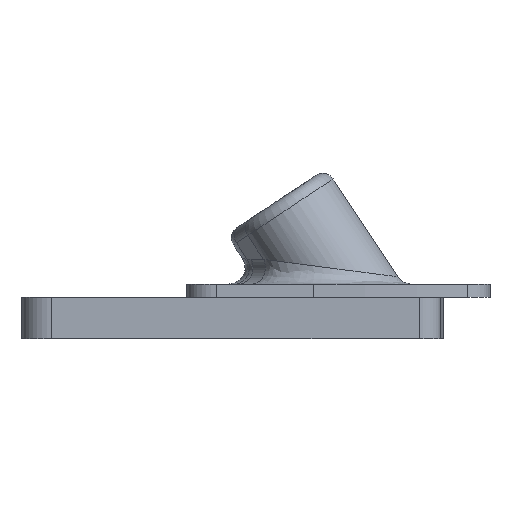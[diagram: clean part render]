
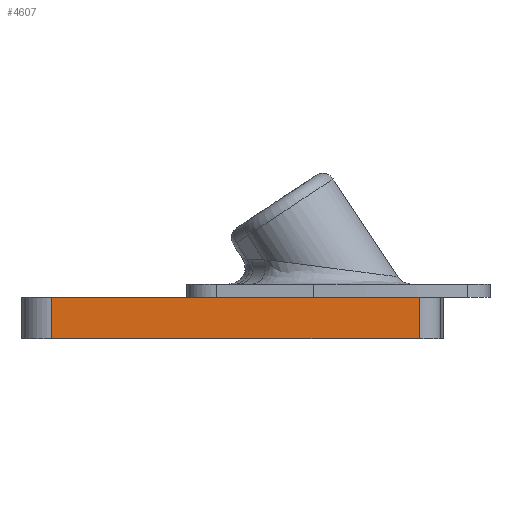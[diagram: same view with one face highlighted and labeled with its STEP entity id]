
A CAD part, left-side view. The second image highlights one B-rep face of the part: STEP entity #4607.
In plain terms, the highlighted planar face has unit normal (-1, 0, 0).
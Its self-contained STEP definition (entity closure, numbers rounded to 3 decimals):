
#2629 = PLANE('',#2630);
#2630 = AXIS2_PLACEMENT_3D('',#2631,#2632,#2633);
#2631 = CARTESIAN_POINT('',(0.,0.,-1.6));
#2632 = DIRECTION('',(0.,0.,1.));
#2633 = DIRECTION('',(1.,0.,0.));
#3092 = VERTEX_POINT('',#3093);
#3093 = CARTESIAN_POINT('',(-72.8,18.4,-1.6));
#3107 = PLANE('',#3108);
#3108 = AXIS2_PLACEMENT_3D('',#3109,#3110,#3111);
#3109 = CARTESIAN_POINT('',(0.,12.8,-1.6));
#3110 = DIRECTION('',(0.,0.,-1.));
#3111 = DIRECTION('',(-1.,0.,0.));
#3580 = EDGE_CURVE('',#3092,#3581,#3583,.T.);
#3581 = VERTEX_POINT('',#3582);
#3582 = CARTESIAN_POINT('',(-72.8,-9.8,-1.6));
#3583 = SURFACE_CURVE('',#3584,(#3588,#3595),.PCURVE_S1.);
#3584 = LINE('',#3585,#3586);
#3585 = CARTESIAN_POINT('',(-72.8,-4.9,-1.6));
#3586 = VECTOR('',#3587,1.);
#3587 = DIRECTION('',(0.,-1.,0.));
#3588 = PCURVE('',#2629,#3589);
#3589 = DEFINITIONAL_REPRESENTATION('',(#3590),#3594);
#3590 = LINE('',#3591,#3592);
#3591 = CARTESIAN_POINT('',(-72.8,-4.9));
#3592 = VECTOR('',#3593,1.);
#3593 = DIRECTION('',(0.,-1.));
#3594 = ( GEOMETRIC_REPRESENTATION_CONTEXT(2) 
PARAMETRIC_REPRESENTATION_CONTEXT() REPRESENTATION_CONTEXT('2D SPACE',''
  ) );
#3595 = PCURVE('',#3596,#3601);
#3596 = PLANE('',#3597);
#3597 = AXIS2_PLACEMENT_3D('',#3598,#3599,#3600);
#3598 = CARTESIAN_POINT('',(-72.8,-9.8,-1.6));
#3599 = DIRECTION('',(-1.,0.,0.));
#3600 = DIRECTION('',(0.,1.,0.));
#3601 = DEFINITIONAL_REPRESENTATION('',(#3602),#3606);
#3602 = LINE('',#3603,#3604);
#3603 = CARTESIAN_POINT('',(4.9,0.));
#3604 = VECTOR('',#3605,1.);
#3605 = DIRECTION('',(-1.,0.));
#3606 = ( GEOMETRIC_REPRESENTATION_CONTEXT(2) 
PARAMETRIC_REPRESENTATION_CONTEXT() REPRESENTATION_CONTEXT('2D SPACE',''
  ) );
#3625 = CYLINDRICAL_SURFACE('',#3626,2.6);
#3626 = AXIS2_PLACEMENT_3D('',#3627,#3628,#3629);
#3627 = CARTESIAN_POINT('',(-70.2,-9.8,-1.6));
#3628 = DIRECTION('',(0.,0.,-1.));
#3629 = DIRECTION('',(0.,-1.,0.));
#3931 = VERTEX_POINT('',#3932);
#3932 = CARTESIAN_POINT('',(-72.8,34.8,-1.6));
#3947 = CYLINDRICAL_SURFACE('',#3948,3.6);
#3948 = AXIS2_PLACEMENT_3D('',#3949,#3950,#3951);
#3949 = CARTESIAN_POINT('',(-69.2,34.8,-1.6));
#3950 = DIRECTION('',(0.,0.,-1.));
#3951 = DIRECTION('',(-1.,0.,0.));
#3959 = EDGE_CURVE('',#3092,#3931,#3960,.T.);
#3960 = SURFACE_CURVE('',#3961,(#3965,#3972),.PCURVE_S1.);
#3961 = LINE('',#3962,#3963);
#3962 = CARTESIAN_POINT('',(-72.8,-9.8,-1.6));
#3963 = VECTOR('',#3964,1.);
#3964 = DIRECTION('',(0.,1.,0.));
#3965 = PCURVE('',#3107,#3966);
#3966 = DEFINITIONAL_REPRESENTATION('',(#3967),#3971);
#3967 = LINE('',#3968,#3969);
#3968 = CARTESIAN_POINT('',(72.8,-22.6));
#3969 = VECTOR('',#3970,1.);
#3970 = DIRECTION('',(0.,1.));
#3971 = ( GEOMETRIC_REPRESENTATION_CONTEXT(2) 
PARAMETRIC_REPRESENTATION_CONTEXT() REPRESENTATION_CONTEXT('2D SPACE',''
  ) );
#3972 = PCURVE('',#3596,#3973);
#3973 = DEFINITIONAL_REPRESENTATION('',(#3974),#3978);
#3974 = LINE('',#3975,#3976);
#3975 = CARTESIAN_POINT('',(0.,0.));
#3976 = VECTOR('',#3977,1.);
#3977 = DIRECTION('',(1.,0.));
#3978 = ( GEOMETRIC_REPRESENTATION_CONTEXT(2) 
PARAMETRIC_REPRESENTATION_CONTEXT() REPRESENTATION_CONTEXT('2D SPACE',''
  ) );
#4607 = ADVANCED_FACE('',(#4608),#3596,.T.);
#4608 = FACE_BOUND('',#4609,.T.);
#4609 = EDGE_LOOP('',(#4610,#4611,#4612,#4635,#4663));
#4610 = ORIENTED_EDGE('',*,*,#3580,.F.);
#4611 = ORIENTED_EDGE('',*,*,#3959,.T.);
#4612 = ORIENTED_EDGE('',*,*,#4613,.T.);
#4613 = EDGE_CURVE('',#3931,#4614,#4616,.T.);
#4614 = VERTEX_POINT('',#4615);
#4615 = CARTESIAN_POINT('',(-72.8,34.8,-6.6));
#4616 = SURFACE_CURVE('',#4617,(#4621,#4628),.PCURVE_S1.);
#4617 = LINE('',#4618,#4619);
#4618 = CARTESIAN_POINT('',(-72.8,34.8,-1.6));
#4619 = VECTOR('',#4620,1.);
#4620 = DIRECTION('',(0.,0.,-1.));
#4621 = PCURVE('',#3596,#4622);
#4622 = DEFINITIONAL_REPRESENTATION('',(#4623),#4627);
#4623 = LINE('',#4624,#4625);
#4624 = CARTESIAN_POINT('',(44.6,0.));
#4625 = VECTOR('',#4626,1.);
#4626 = DIRECTION('',(0.,1.));
#4627 = ( GEOMETRIC_REPRESENTATION_CONTEXT(2) 
PARAMETRIC_REPRESENTATION_CONTEXT() REPRESENTATION_CONTEXT('2D SPACE',''
  ) );
#4628 = PCURVE('',#3947,#4629);
#4629 = DEFINITIONAL_REPRESENTATION('',(#4630),#4634);
#4630 = LINE('',#4631,#4632);
#4631 = CARTESIAN_POINT('',(0.,0.));
#4632 = VECTOR('',#4633,1.);
#4633 = DIRECTION('',(0.,1.));
#4634 = ( GEOMETRIC_REPRESENTATION_CONTEXT(2) 
PARAMETRIC_REPRESENTATION_CONTEXT() REPRESENTATION_CONTEXT('2D SPACE',''
  ) );
#4635 = ORIENTED_EDGE('',*,*,#4636,.F.);
#4636 = EDGE_CURVE('',#4637,#4614,#4639,.T.);
#4637 = VERTEX_POINT('',#4638);
#4638 = CARTESIAN_POINT('',(-72.8,-9.8,-6.6));
#4639 = SURFACE_CURVE('',#4640,(#4644,#4651),.PCURVE_S1.);
#4640 = LINE('',#4641,#4642);
#4641 = CARTESIAN_POINT('',(-72.8,-9.8,-6.6));
#4642 = VECTOR('',#4643,1.);
#4643 = DIRECTION('',(0.,1.,0.));
#4644 = PCURVE('',#3596,#4645);
#4645 = DEFINITIONAL_REPRESENTATION('',(#4646),#4650);
#4646 = LINE('',#4647,#4648);
#4647 = CARTESIAN_POINT('',(0.,5.));
#4648 = VECTOR('',#4649,1.);
#4649 = DIRECTION('',(1.,0.));
#4650 = ( GEOMETRIC_REPRESENTATION_CONTEXT(2) 
PARAMETRIC_REPRESENTATION_CONTEXT() REPRESENTATION_CONTEXT('2D SPACE',''
  ) );
#4651 = PCURVE('',#4652,#4657);
#4652 = PLANE('',#4653);
#4653 = AXIS2_PLACEMENT_3D('',#4654,#4655,#4656);
#4654 = CARTESIAN_POINT('',(0.,12.8,-6.6));
#4655 = DIRECTION('',(0.,0.,-1.));
#4656 = DIRECTION('',(-1.,0.,0.));
#4657 = DEFINITIONAL_REPRESENTATION('',(#4658),#4662);
#4658 = LINE('',#4659,#4660);
#4659 = CARTESIAN_POINT('',(72.8,-22.6));
#4660 = VECTOR('',#4661,1.);
#4661 = DIRECTION('',(0.,1.));
#4662 = ( GEOMETRIC_REPRESENTATION_CONTEXT(2) 
PARAMETRIC_REPRESENTATION_CONTEXT() REPRESENTATION_CONTEXT('2D SPACE',''
  ) );
#4663 = ORIENTED_EDGE('',*,*,#4664,.F.);
#4664 = EDGE_CURVE('',#3581,#4637,#4665,.T.);
#4665 = SURFACE_CURVE('',#4666,(#4670,#4677),.PCURVE_S1.);
#4666 = LINE('',#4667,#4668);
#4667 = CARTESIAN_POINT('',(-72.8,-9.8,-1.6));
#4668 = VECTOR('',#4669,1.);
#4669 = DIRECTION('',(0.,0.,-1.));
#4670 = PCURVE('',#3596,#4671);
#4671 = DEFINITIONAL_REPRESENTATION('',(#4672),#4676);
#4672 = LINE('',#4673,#4674);
#4673 = CARTESIAN_POINT('',(0.,0.));
#4674 = VECTOR('',#4675,1.);
#4675 = DIRECTION('',(0.,1.));
#4676 = ( GEOMETRIC_REPRESENTATION_CONTEXT(2) 
PARAMETRIC_REPRESENTATION_CONTEXT() REPRESENTATION_CONTEXT('2D SPACE',''
  ) );
#4677 = PCURVE('',#3625,#4678);
#4678 = DEFINITIONAL_REPRESENTATION('',(#4679),#4683);
#4679 = LINE('',#4680,#4681);
#4680 = CARTESIAN_POINT('',(1.571,0.));
#4681 = VECTOR('',#4682,1.);
#4682 = DIRECTION('',(0.,1.));
#4683 = ( GEOMETRIC_REPRESENTATION_CONTEXT(2) 
PARAMETRIC_REPRESENTATION_CONTEXT() REPRESENTATION_CONTEXT('2D SPACE',''
  ) );
